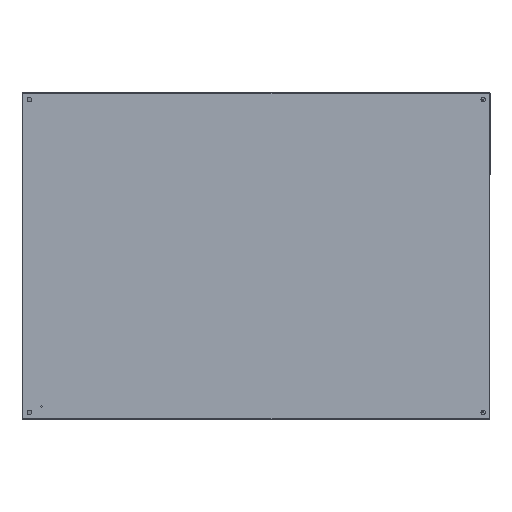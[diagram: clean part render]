
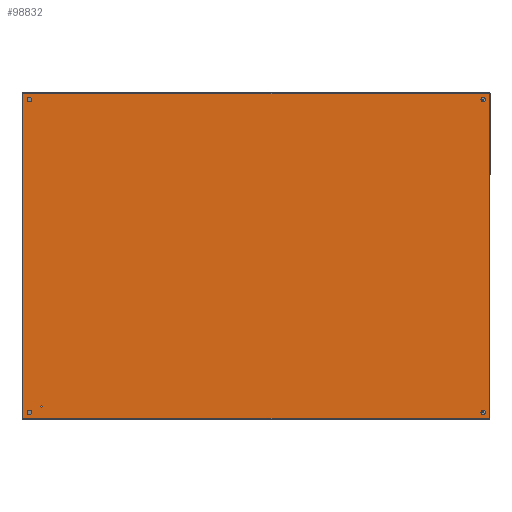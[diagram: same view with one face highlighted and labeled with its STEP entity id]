
A CAD part, left-side view. The second image highlights one B-rep face of the part: STEP entity #98832.
In plain terms, the highlighted face is planar.
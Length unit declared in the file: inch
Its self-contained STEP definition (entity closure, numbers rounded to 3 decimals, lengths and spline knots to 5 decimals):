
#241 = EDGE_CURVE ( 'NONE', #37227, #21885, #83583, .T. ) ;
#603 = VECTOR ( 'NONE', #115996, 39.37008 ) ;
#918 = EDGE_CURVE ( 'NONE', #95044, #21885, #68887, .T. ) ;
#1585 = EDGE_LOOP ( 'NONE', ( #45007, #19541 ) ) ;
#1703 = AXIS2_PLACEMENT_3D ( 'NONE', #81703, #16854, #73260 ) ;
#2754 = EDGE_CURVE ( 'NONE', #54868, #34950, #38001, .T. ) ;
#3462 = LINE ( 'NONE', #112113, #82837 ) ;
#4239 = DIRECTION ( 'NONE',  ( 0., 0., -1. ) ) ;
#4850 = DIRECTION ( 'NONE',  ( 0., -1., 0. ) ) ;
#7310 = FACE_BOUND ( 'NONE', #100350, .T. ) ;
#7357 = DIRECTION ( 'NONE',  ( 0., -1., 0. ) ) ;
#7743 = ORIENTED_EDGE ( 'NONE', *, *, #65044, .T. ) ;
#9787 = VECTOR ( 'NONE', #74701, 39.37008 ) ;
#10177 = FACE_BOUND ( 'NONE', #90497, .T. ) ;
#13064 = FACE_BOUND ( 'NONE', #15110, .T. ) ;
#13675 = CARTESIAN_POINT ( 'NONE',  ( -17.25, 0., -25.0615 ) ) ;
#13685 = CIRCLE ( 'NONE', #51398, 0.25 ) ;
#15110 = EDGE_LOOP ( 'NONE', ( #59330, #115119 ) ) ;
#15821 = VERTEX_POINT ( 'NONE', #50065 ) ;
#15981 = FACE_BOUND ( 'NONE', #1585, .T. ) ;
#16171 = CARTESIAN_POINT ( 'NONE',  ( 17.25, 0., -24.8115 ) ) ;
#16800 = VERTEX_POINT ( 'NONE', #88076 ) ;
#16854 = DIRECTION ( 'NONE',  ( 0., -1., 0. ) ) ;
#18584 = EDGE_CURVE ( 'NONE', #37227, #109151, #98678, .T. ) ;
#19541 = ORIENTED_EDGE ( 'NONE', *, *, #52191, .T. ) ;
#19839 = DIRECTION ( 'NONE',  ( 0., 0., 1. ) ) ;
#20974 = VERTEX_POINT ( 'NONE', #46485 ) ;
#21211 = DIRECTION ( 'NONE',  ( 0., -1., 0. ) ) ;
#21735 = EDGE_CURVE ( 'NONE', #52079, #20974, #72234, .T. ) ;
#21885 = VERTEX_POINT ( 'NONE', #75365 ) ;
#22820 = DIRECTION ( 'NONE',  ( 0., -1., 0. ) ) ;
#23696 = ORIENTED_EDGE ( 'NONE', *, *, #42532, .T. ) ;
#27280 = DIRECTION ( 'NONE',  ( 0., 0., -1. ) ) ;
#30925 = CARTESIAN_POINT ( 'NONE',  ( -17.25, 0., -24.8115 ) ) ;
#33993 = CARTESIAN_POINT ( 'NONE',  ( -17.25, 0., -25.0615 ) ) ;
#34950 = VERTEX_POINT ( 'NONE', #16171 ) ;
#35684 = AXIS2_PLACEMENT_3D ( 'NONE', #115923, #22820, #4239 ) ;
#36375 = CIRCLE ( 'NONE', #73787, 0.25 ) ;
#37227 = VERTEX_POINT ( 'NONE', #68517 ) ;
#38001 = CIRCLE ( 'NONE', #1703, 0.25 ) ;
#40520 = FACE_OUTER_BOUND ( 'NONE', #73818, .T. ) ;
#40546 = CIRCLE ( 'NONE', #102352, 0.25 ) ;
#42120 = EDGE_CURVE ( 'NONE', #20974, #52079, #36375, .T. ) ;
#42532 = EDGE_CURVE ( 'NONE', #16800, #15821, #40546, .T. ) ;
#43178 = CARTESIAN_POINT ( 'NONE',  ( 17.928, 0., -25.7395 ) ) ;
#43260 = DIRECTION ( 'NONE',  ( 0., -1., 0. ) ) ;
#44287 = EDGE_CURVE ( 'NONE', #95044, #109151, #3462, .T. ) ;
#44496 = DIRECTION ( 'NONE',  ( 0., 0., -1. ) ) ;
#45007 = ORIENTED_EDGE ( 'NONE', *, *, #84960, .T. ) ;
#45526 = CIRCLE ( 'NONE', #110772, 0.25 ) ;
#46485 = CARTESIAN_POINT ( 'NONE',  ( -17.25, 0., -25.3115 ) ) ;
#48144 = CARTESIAN_POINT ( 'NONE',  ( 17.928, 0., -25.7035 ) ) ;
#50065 = CARTESIAN_POINT ( 'NONE',  ( 17.25, 0., 24.72409 ) ) ;
#51398 = AXIS2_PLACEMENT_3D ( 'NONE', #119140, #118744, #27280 ) ;
#52079 = VERTEX_POINT ( 'NONE', #30925 ) ;
#52191 = EDGE_CURVE ( 'NONE', #100967, #95524, #83865, .T. ) ;
#53353 = VECTOR ( 'NONE', #101026, 39.37008 ) ;
#54868 = VERTEX_POINT ( 'NONE', #56699 ) ;
#56699 = CARTESIAN_POINT ( 'NONE',  ( 17.25, 0., -25.3115 ) ) ;
#57446 = CARTESIAN_POINT ( 'NONE',  ( -17.928, 0., 25.68809 ) ) ;
#57688 = ORIENTED_EDGE ( 'NONE', *, *, #2754, .T. ) ;
#59330 = ORIENTED_EDGE ( 'NONE', *, *, #42120, .T. ) ;
#62601 = EDGE_CURVE ( 'NONE', #34950, #54868, #13685, .T. ) ;
#63677 = ORIENTED_EDGE ( 'NONE', *, *, #18584, .F. ) ;
#64553 = AXIS2_PLACEMENT_3D ( 'NONE', #117781, #7357, #44496 ) ;
#64885 = DIRECTION ( 'NONE',  ( 0., -1., 0. ) ) ;
#65044 = EDGE_CURVE ( 'NONE', #15821, #16800, #73925, .T. ) ;
#65274 = CARTESIAN_POINT ( 'NONE',  ( -17.25, 0., 24.97409 ) ) ;
#66560 = ORIENTED_EDGE ( 'NONE', *, *, #44287, .T. ) ;
#68517 = CARTESIAN_POINT ( 'NONE',  ( 17.928, 0., 25.68809 ) ) ;
#68887 = LINE ( 'NONE', #48144, #9787 ) ;
#72234 = CIRCLE ( 'NONE', #110998, 0.25 ) ;
#73260 = DIRECTION ( 'NONE',  ( 0., 0., -1. ) ) ;
#73787 = AXIS2_PLACEMENT_3D ( 'NONE', #13675, #97070, #116037 ) ;
#73818 = EDGE_LOOP ( 'NONE', ( #109336, #66560, #63677, #90712 ) ) ;
#73925 = CIRCLE ( 'NONE', #64553, 0.25 ) ;
#74701 = DIRECTION ( 'NONE',  ( 1., 0., 0. ) ) ;
#75365 = CARTESIAN_POINT ( 'NONE',  ( 17.928, 0., -25.7035 ) ) ;
#76392 = CARTESIAN_POINT ( 'NONE',  ( 17.25, 0., 24.97409 ) ) ;
#78210 = DIRECTION ( 'NONE',  ( 0., 0., 1. ) ) ;
#79280 = CARTESIAN_POINT ( 'NONE',  ( 17.928, 0., 25.68809 ) ) ;
#81703 = CARTESIAN_POINT ( 'NONE',  ( 17.25, 0., -25.0615 ) ) ;
#82837 = VECTOR ( 'NONE', #19839, 39.37008 ) ;
#83583 = LINE ( 'NONE', #91788, #53353 ) ;
#83865 = CIRCLE ( 'NONE', #35684, 0.25 ) ;
#84602 = CARTESIAN_POINT ( 'NONE',  ( -17.25, 0., 24.72409 ) ) ;
#84960 = EDGE_CURVE ( 'NONE', #95524, #100967, #45526, .T. ) ;
#87091 = PLANE ( 'NONE',  #109397 ) ;
#88076 = CARTESIAN_POINT ( 'NONE',  ( 17.25, 0., 25.22409 ) ) ;
#89187 = CARTESIAN_POINT ( 'NONE',  ( -17.25, 0., 25.22409 ) ) ;
#90497 = EDGE_LOOP ( 'NONE', ( #7743, #23696 ) ) ;
#90712 = ORIENTED_EDGE ( 'NONE', *, *, #241, .T. ) ;
#91788 = CARTESIAN_POINT ( 'NONE',  ( 17.928, 0., -25.7395 ) ) ;
#93044 = DIRECTION ( 'NONE',  ( 0., 0., -1. ) ) ;
#95044 = VERTEX_POINT ( 'NONE', #102064 ) ;
#95325 = DIRECTION ( 'NONE',  ( 0., 0., -1. ) ) ;
#95524 = VERTEX_POINT ( 'NONE', #84602 ) ;
#97070 = DIRECTION ( 'NONE',  ( 0., -1., 0. ) ) ;
#98678 = LINE ( 'NONE', #79280, #603 ) ;
#98832 = ADVANCED_FACE ( 'NONE', ( #15981, #13064, #40520, #7310, #10177 ), #87091, .F. ) ;
#100350 = EDGE_LOOP ( 'NONE', ( #57688, #115191 ) ) ;
#100967 = VERTEX_POINT ( 'NONE', #89187 ) ;
#101026 = DIRECTION ( 'NONE',  ( 0., 0., -1. ) ) ;
#102064 = CARTESIAN_POINT ( 'NONE',  ( -17.928, 0., -25.7035 ) ) ;
#102352 = AXIS2_PLACEMENT_3D ( 'NONE', #76392, #21211, #95325 ) ;
#109151 = VERTEX_POINT ( 'NONE', #57446 ) ;
#109336 = ORIENTED_EDGE ( 'NONE', *, *, #918, .F. ) ;
#109397 = AXIS2_PLACEMENT_3D ( 'NONE', #43178, #4850, #78210 ) ;
#110772 = AXIS2_PLACEMENT_3D ( 'NONE', #65274, #64885, #93044 ) ;
#110998 = AXIS2_PLACEMENT_3D ( 'NONE', #33993, #43260, #116967 ) ;
#112113 = CARTESIAN_POINT ( 'NONE',  ( -17.928, 0., 25.7395 ) ) ;
#115119 = ORIENTED_EDGE ( 'NONE', *, *, #21735, .T. ) ;
#115191 = ORIENTED_EDGE ( 'NONE', *, *, #62601, .T. ) ;
#115923 = CARTESIAN_POINT ( 'NONE',  ( -17.25, 0., 24.97409 ) ) ;
#115996 = DIRECTION ( 'NONE',  ( -1., 0., 0. ) ) ;
#116037 = DIRECTION ( 'NONE',  ( 0., 0., -1. ) ) ;
#116967 = DIRECTION ( 'NONE',  ( 0., 0., -1. ) ) ;
#117781 = CARTESIAN_POINT ( 'NONE',  ( 17.25, 0., 24.97409 ) ) ;
#118744 = DIRECTION ( 'NONE',  ( 0., -1., 0. ) ) ;
#119140 = CARTESIAN_POINT ( 'NONE',  ( 17.25, 0., -25.0615 ) ) ;
